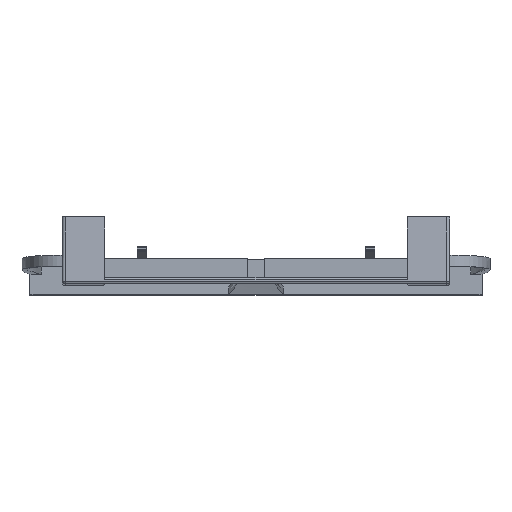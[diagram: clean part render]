
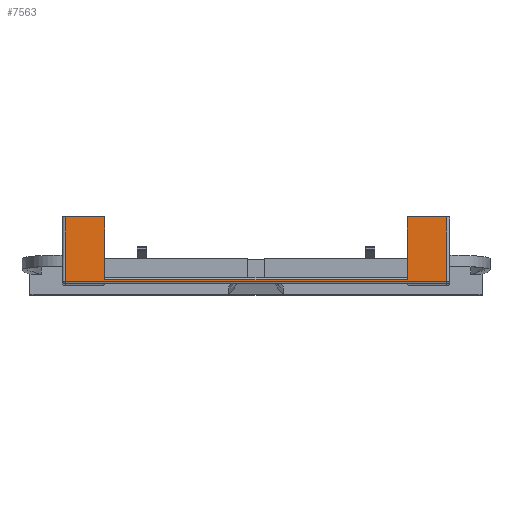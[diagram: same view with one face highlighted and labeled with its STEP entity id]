
A CAD part, top view. The second image highlights one B-rep face of the part: STEP entity #7563.
In plain terms, the highlighted planar face has unit normal (0, 0.052, 0.999).
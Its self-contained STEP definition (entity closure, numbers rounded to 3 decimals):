
#225=PLANE('',#8019);
#577=FACE_OUTER_BOUND('',#999,.T.);
#999=EDGE_LOOP('',(#5905,#5906,#5907,#5908,#5909,#5910,#5911,#5912));
#1718=LINE('',#11178,#2692);
#1729=LINE('',#11205,#2703);
#1734=LINE('',#11245,#2708);
#1743=LINE('',#11300,#2717);
#1745=LINE('',#11305,#2719);
#1750=LINE('',#11317,#2724);
#1752=LINE('',#11321,#2726);
#1753=LINE('',#11322,#2727);
#2692=VECTOR('',#8992,10.);
#2703=VECTOR('',#9017,10.);
#2708=VECTOR('',#9030,10.);
#2717=VECTOR('',#9059,10.);
#2719=VECTOR('',#9065,10.);
#2724=VECTOR('',#9076,10.);
#2726=VECTOR('',#9080,10.);
#2727=VECTOR('',#9081,10.);
#3744=VERTEX_POINT('',#11170);
#3746=VERTEX_POINT('',#11176);
#3755=VERTEX_POINT('',#11203);
#3762=VERTEX_POINT('',#11243);
#3764=VERTEX_POINT('',#11274);
#3773=VERTEX_POINT('',#11299);
#3778=VERTEX_POINT('',#11315);
#3779=VERTEX_POINT('',#11320);
#4548=EDGE_CURVE('',#3746,#3744,#1718,.T.);
#4562=EDGE_CURVE('',#3755,#3746,#1729,.T.);
#4572=EDGE_CURVE('',#3762,#3755,#1734,.T.);
#4587=EDGE_CURVE('',#3764,#3773,#1743,.T.);
#4590=EDGE_CURVE('',#3744,#3764,#1745,.T.);
#4596=EDGE_CURVE('',#3778,#3762,#1750,.T.);
#4598=EDGE_CURVE('',#3778,#3779,#1752,.T.);
#4599=EDGE_CURVE('',#3773,#3779,#1753,.T.);
#5905=ORIENTED_EDGE('',*,*,#4548,.F.);
#5906=ORIENTED_EDGE('',*,*,#4562,.F.);
#5907=ORIENTED_EDGE('',*,*,#4572,.F.);
#5908=ORIENTED_EDGE('',*,*,#4596,.F.);
#5909=ORIENTED_EDGE('',*,*,#4598,.T.);
#5910=ORIENTED_EDGE('',*,*,#4599,.F.);
#5911=ORIENTED_EDGE('',*,*,#4587,.F.);
#5912=ORIENTED_EDGE('',*,*,#4590,.F.);
#7563=ADVANCED_FACE('',(#577),#225,.T.);
#8019=AXIS2_PLACEMENT_3D('',#11319,#9078,#9079);
#8992=DIRECTION('',(0.,-0.999,0.052));
#9017=DIRECTION('',(1.,0.,0.));
#9030=DIRECTION('',(0.,0.999,-0.052));
#9059=DIRECTION('',(0.,0.999,-0.052));
#9065=DIRECTION('',(-1.,0.,0.));
#9076=DIRECTION('',(1.,0.,0.));
#9078=DIRECTION('center_axis',(0.,0.052,0.999));
#9079=DIRECTION('ref_axis',(0.,-0.999,0.052));
#9080=DIRECTION('',(0.,0.999,-0.052));
#9081=DIRECTION('',(1.,0.,0.));
#11170=CARTESIAN_POINT('',(51.55,3.348,123.055));
#11176=CARTESIAN_POINT('',(51.55,20.824,122.139));
#11178=CARTESIAN_POINT('',(51.55,13.335,122.532));
#11203=CARTESIAN_POINT('',(40.8,20.824,122.139));
#11205=CARTESIAN_POINT('',(50.8,20.824,122.139));
#11243=CARTESIAN_POINT('',(40.8,3.848,123.029));
#11245=CARTESIAN_POINT('',(40.8,15.831,122.401));
#11274=CARTESIAN_POINT('',(-51.55,3.348,123.055));
#11299=CARTESIAN_POINT('',(-51.55,20.824,122.139));
#11300=CARTESIAN_POINT('',(-51.55,12.586,122.571));
#11305=CARTESIAN_POINT('',(50.8,3.348,123.055));
#11315=CARTESIAN_POINT('',(-40.8,3.848,123.029));
#11317=CARTESIAN_POINT('',(5.,3.848,123.029));
#11319=CARTESIAN_POINT('Origin',(50.8,15.831,122.401));
#11320=CARTESIAN_POINT('',(-40.8,20.824,122.139));
#11321=CARTESIAN_POINT('',(-40.8,15.831,122.401));
#11322=CARTESIAN_POINT('',(-52.3,20.824,122.139));
